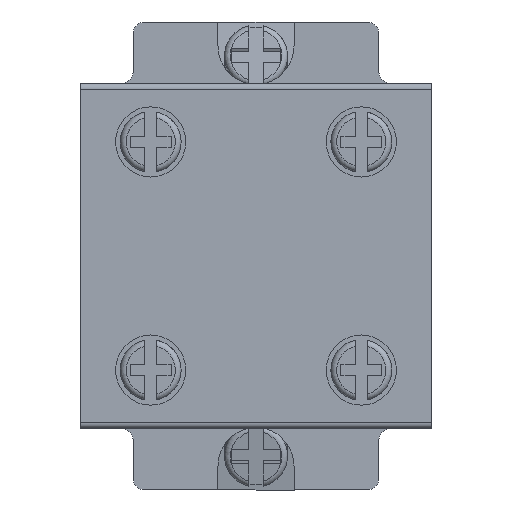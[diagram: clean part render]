
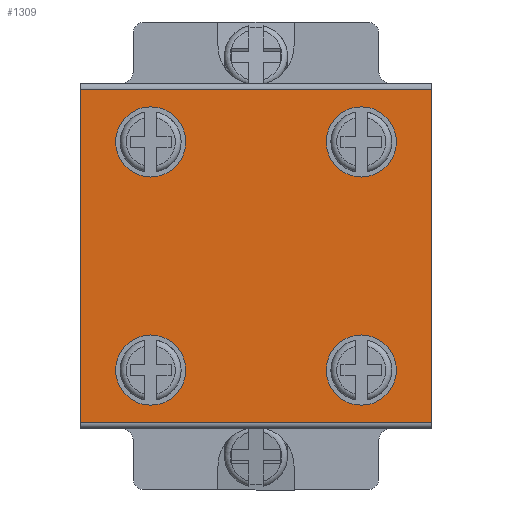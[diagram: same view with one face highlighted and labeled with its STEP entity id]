
A CAD part, front view. The second image highlights one B-rep face of the part: STEP entity #1309.
In plain terms, the highlighted planar face has unit normal (0, -1, 0).
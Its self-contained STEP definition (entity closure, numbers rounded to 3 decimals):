
#44 = VERTEX_POINT ( 'NONE', #6093 ) ;
#125 = CARTESIAN_POINT ( 'NONE',  ( -15., 17.8, 14.25 ) ) ;
#262 = FACE_BOUND ( 'NONE', #6422, .T. ) ;
#310 = DIRECTION ( 'NONE',  ( 0., 1., 0. ) ) ;
#332 = DIRECTION ( 'NONE',  ( 0., -1., 0. ) ) ;
#394 = CIRCLE ( 'NONE', #7102, 3. ) ;
#417 = EDGE_CURVE ( 'NONE', #811, #4654, #7393, .T. ) ;
#456 = DIRECTION ( 'NONE',  ( 0., 1., 0. ) ) ;
#522 = VECTOR ( 'NONE', #2000, 1000. ) ;
#539 = AXIS2_PLACEMENT_3D ( 'NONE', #2844, #7014, #3563 ) ;
#554 = DIRECTION ( 'NONE',  ( 0., 0., 1. ) ) ;
#572 = VERTEX_POINT ( 'NONE', #6718 ) ;
#653 = EDGE_CURVE ( 'NONE', #44, #3188, #2179, .T. ) ;
#811 = VERTEX_POINT ( 'NONE', #6966 ) ;
#825 = DIRECTION ( 'NONE',  ( 0., 0., -1. ) ) ;
#856 = CARTESIAN_POINT ( 'NONE',  ( -15., 17.8, -14.75 ) ) ;
#915 = LINE ( 'NONE', #7508, #3753 ) ;
#926 = ORIENTED_EDGE ( 'NONE', *, *, #1837, .T. ) ;
#933 = DIRECTION ( 'NONE',  ( 0., 0., -1. ) ) ;
#999 = EDGE_CURVE ( 'NONE', #4261, #2102, #7382, .T. ) ;
#1047 = ORIENTED_EDGE ( 'NONE', *, *, #4111, .T. ) ;
#1149 = DIRECTION ( 'NONE',  ( 0., -1., 0. ) ) ;
#1309 = ADVANCED_FACE ( 'NONE', ( #3191, #2256, #4602, #262, #2993 ), #7661, .F. ) ;
#1318 = CARTESIAN_POINT ( 'NONE',  ( -9., 17.8, 9.75 ) ) ;
#1333 = CARTESIAN_POINT ( 'NONE',  ( 9., 17.8, -6.75 ) ) ;
#1372 = DIRECTION ( 'NONE',  ( 0., -1., 0. ) ) ;
#1427 = VERTEX_POINT ( 'NONE', #2434 ) ;
#1498 = AXIS2_PLACEMENT_3D ( 'NONE', #5938, #6410, #4676 ) ;
#1677 = AXIS2_PLACEMENT_3D ( 'NONE', #4084, #7013, #554 ) ;
#1731 = DIRECTION ( 'NONE',  ( 0., 0., -1. ) ) ;
#1788 = CARTESIAN_POINT ( 'NONE',  ( -9., 17.8, -6.75 ) ) ;
#1837 = EDGE_CURVE ( 'NONE', #1427, #572, #915, .T. ) ;
#1860 = AXIS2_PLACEMENT_3D ( 'NONE', #1318, #1372, #3792 ) ;
#1908 = CIRCLE ( 'NONE', #539, 3. ) ;
#1925 = ORIENTED_EDGE ( 'NONE', *, *, #6284, .F. ) ;
#2000 = DIRECTION ( 'NONE',  ( 0., 0., 1. ) ) ;
#2102 = VERTEX_POINT ( 'NONE', #3652 ) ;
#2179 = CIRCLE ( 'NONE', #2545, 3. ) ;
#2256 = FACE_BOUND ( 'NONE', #5366, .T. ) ;
#2338 = CARTESIAN_POINT ( 'NONE',  ( -9., 17.8, 9.75 ) ) ;
#2434 = CARTESIAN_POINT ( 'NONE',  ( -15., 17.8, -14.25 ) ) ;
#2474 = EDGE_CURVE ( 'NONE', #4567, #5569, #6035, .T. ) ;
#2545 = AXIS2_PLACEMENT_3D ( 'NONE', #3319, #310, #7457 ) ;
#2684 = VERTEX_POINT ( 'NONE', #7192 ) ;
#2844 = CARTESIAN_POINT ( 'NONE',  ( 9., 17.8, 9.75 ) ) ;
#2878 = CIRCLE ( 'NONE', #1860, 3. ) ;
#2993 = FACE_OUTER_BOUND ( 'NONE', #7493, .T. ) ;
#3042 = EDGE_LOOP ( 'NONE', ( #1047, #6809 ) ) ;
#3052 = AXIS2_PLACEMENT_3D ( 'NONE', #3704, #4928, #5495 ) ;
#3188 = VERTEX_POINT ( 'NONE', #1333 ) ;
#3191 = FACE_BOUND ( 'NONE', #3042, .T. ) ;
#3198 = CARTESIAN_POINT ( 'NONE',  ( -9., 17.8, 6.75 ) ) ;
#3319 = CARTESIAN_POINT ( 'NONE',  ( 9., 17.8, -9.75 ) ) ;
#3435 = ORIENTED_EDGE ( 'NONE', *, *, #3933, .F. ) ;
#3563 = DIRECTION ( 'NONE',  ( 0., 0., -1. ) ) ;
#3652 = CARTESIAN_POINT ( 'NONE',  ( -9., 17.8, -12.75 ) ) ;
#3704 = CARTESIAN_POINT ( 'NONE',  ( -9., 17.8, -9.75 ) ) ;
#3753 = VECTOR ( 'NONE', #3987, 1000. ) ;
#3792 = DIRECTION ( 'NONE',  ( 0., 0., -1. ) ) ;
#3805 = ORIENTED_EDGE ( 'NONE', *, *, #2474, .F. ) ;
#3856 = VECTOR ( 'NONE', #6033, 1000. ) ;
#3933 = EDGE_CURVE ( 'NONE', #811, #572, #6469, .T. ) ;
#3976 = CIRCLE ( 'NONE', #1498, 3. ) ;
#3986 = CARTESIAN_POINT ( 'NONE',  ( -9., 17.8, -9.75 ) ) ;
#3987 = DIRECTION ( 'NONE',  ( 1., 0., 0. ) ) ;
#4005 = ORIENTED_EDGE ( 'NONE', *, *, #999, .F. ) ;
#4084 = CARTESIAN_POINT ( 'NONE',  ( 15., 17.8, -14.75 ) ) ;
#4111 = EDGE_CURVE ( 'NONE', #2684, #5227, #394, .T. ) ;
#4155 = EDGE_CURVE ( 'NONE', #5227, #2684, #1908, .T. ) ;
#4164 = AXIS2_PLACEMENT_3D ( 'NONE', #2338, #1149, #5377 ) ;
#4213 = EDGE_CURVE ( 'NONE', #3188, #44, #3976, .T. ) ;
#4261 = VERTEX_POINT ( 'NONE', #1788 ) ;
#4304 = LINE ( 'NONE', #856, #522 ) ;
#4567 = VERTEX_POINT ( 'NONE', #3198 ) ;
#4583 = CIRCLE ( 'NONE', #5647, 3. ) ;
#4602 = FACE_BOUND ( 'NONE', #4837, .T. ) ;
#4628 = ORIENTED_EDGE ( 'NONE', *, *, #4658, .F. ) ;
#4654 = VERTEX_POINT ( 'NONE', #125 ) ;
#4658 = EDGE_CURVE ( 'NONE', #5569, #4567, #2878, .T. ) ;
#4676 = DIRECTION ( 'NONE',  ( 0., 0., -1. ) ) ;
#4837 = EDGE_LOOP ( 'NONE', ( #3805, #4628 ) ) ;
#4928 = DIRECTION ( 'NONE',  ( 0., -1., 0. ) ) ;
#5030 = CARTESIAN_POINT ( 'NONE',  ( 9., 17.8, 12.75 ) ) ;
#5227 = VERTEX_POINT ( 'NONE', #5030 ) ;
#5366 = EDGE_LOOP ( 'NONE', ( #6448, #7272 ) ) ;
#5377 = DIRECTION ( 'NONE',  ( 0., 0., -1. ) ) ;
#5452 = CARTESIAN_POINT ( 'NONE',  ( -9., 17.8, 12.75 ) ) ;
#5489 = ORIENTED_EDGE ( 'NONE', *, *, #417, .T. ) ;
#5495 = DIRECTION ( 'NONE',  ( 0., 0., -1. ) ) ;
#5569 = VERTEX_POINT ( 'NONE', #5452 ) ;
#5647 = AXIS2_PLACEMENT_3D ( 'NONE', #3986, #332, #933 ) ;
#5938 = CARTESIAN_POINT ( 'NONE',  ( 9., 17.8, -9.75 ) ) ;
#6033 = DIRECTION ( 'NONE',  ( -1., 0., 0. ) ) ;
#6035 = CIRCLE ( 'NONE', #4164, 3. ) ;
#6093 = CARTESIAN_POINT ( 'NONE',  ( 9., 17.8, -12.75 ) ) ;
#6112 = CARTESIAN_POINT ( 'NONE',  ( 15., 17.8, 14.25 ) ) ;
#6159 = EDGE_CURVE ( 'NONE', #1427, #4654, #4304, .T. ) ;
#6172 = ORIENTED_EDGE ( 'NONE', *, *, #6159, .F. ) ;
#6230 = CARTESIAN_POINT ( 'NONE',  ( 15., 17.8, -14.75 ) ) ;
#6284 = EDGE_CURVE ( 'NONE', #2102, #4261, #4583, .T. ) ;
#6410 = DIRECTION ( 'NONE',  ( 0., 1., 0. ) ) ;
#6422 = EDGE_LOOP ( 'NONE', ( #1925, #4005 ) ) ;
#6448 = ORIENTED_EDGE ( 'NONE', *, *, #653, .T. ) ;
#6469 = LINE ( 'NONE', #6230, #7516 ) ;
#6718 = CARTESIAN_POINT ( 'NONE',  ( 15., 17.8, -14.25 ) ) ;
#6809 = ORIENTED_EDGE ( 'NONE', *, *, #4155, .T. ) ;
#6966 = CARTESIAN_POINT ( 'NONE',  ( 15., 17.8, 14.25 ) ) ;
#7013 = DIRECTION ( 'NONE',  ( 0., 1., 0. ) ) ;
#7014 = DIRECTION ( 'NONE',  ( 0., 1., 0. ) ) ;
#7102 = AXIS2_PLACEMENT_3D ( 'NONE', #7707, #456, #1731 ) ;
#7192 = CARTESIAN_POINT ( 'NONE',  ( 9., 17.8, 6.75 ) ) ;
#7272 = ORIENTED_EDGE ( 'NONE', *, *, #4213, .T. ) ;
#7382 = CIRCLE ( 'NONE', #3052, 3. ) ;
#7393 = LINE ( 'NONE', #6112, #3856 ) ;
#7457 = DIRECTION ( 'NONE',  ( 0., 0., -1. ) ) ;
#7493 = EDGE_LOOP ( 'NONE', ( #6172, #926, #3435, #5489 ) ) ;
#7508 = CARTESIAN_POINT ( 'NONE',  ( 15., 17.8, -14.25 ) ) ;
#7516 = VECTOR ( 'NONE', #825, 1000. ) ;
#7661 = PLANE ( 'NONE',  #1677 ) ;
#7707 = CARTESIAN_POINT ( 'NONE',  ( 9., 17.8, 9.75 ) ) ;
